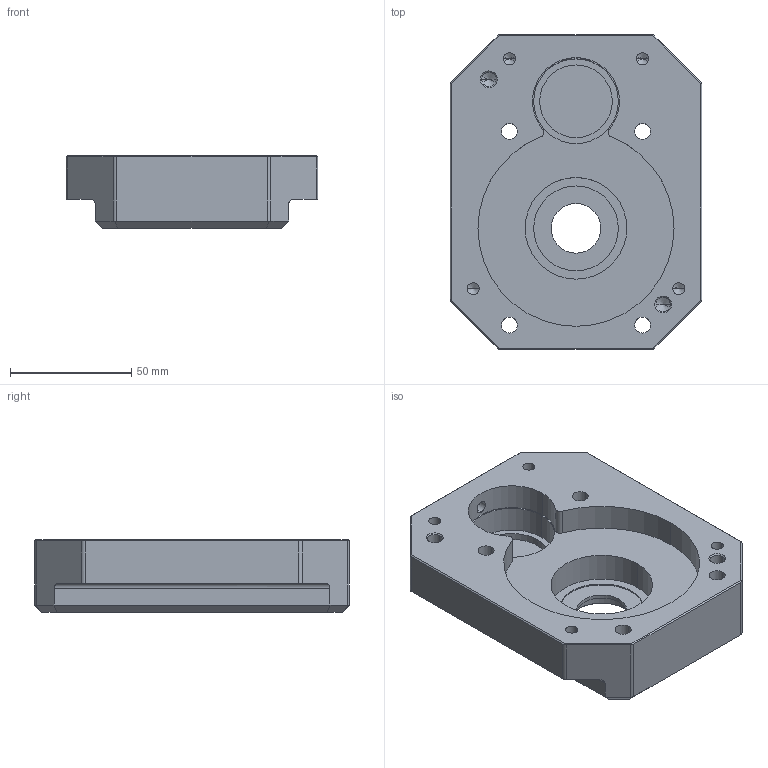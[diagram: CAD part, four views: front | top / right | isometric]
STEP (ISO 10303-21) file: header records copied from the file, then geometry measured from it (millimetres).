
FILE_DESCRIPTION (( 'STEP AP203' ), '1' );
FILE_NAME ('GROG0105-A-ALU-BLOC ENTRAINEMENT ENGRENAGE GAUCHE.STEP', '2024-06-18T10:32:05', ( '' ), ( '' ), 'SwSTEP 2.0', 'SolidWorks 2021', '' );
FILE_SCHEMA (( 'CONFIG_CONTROL_DESIGN' ));
Length unit declared in the file: millimetre
Products named in the file (1): GROG0105-A-ALU-BLOC ENTRAINEMENT ENGRENAGE GAUCHE
Bounding box: 104 x 130 x 30 mm (x, y, z)
Volume: 244435.7 mm3; surface area: 46937.6 mm2
Topology: 1 solids, 1 shells, 119 faces, 303 edges, 184 vertices
Faces by surface type: cylinder 57, plane 36, cone 26
Entity records: 3630 total; most frequent: CARTESIAN_POINT 737, DIRECTION 603, ORIENTED_EDGE 574, EDGE_CURVE 287, AXIS2_PLACEMENT_3D 226, VERTEX_POINT 184, LINE 151, VECTOR 151
